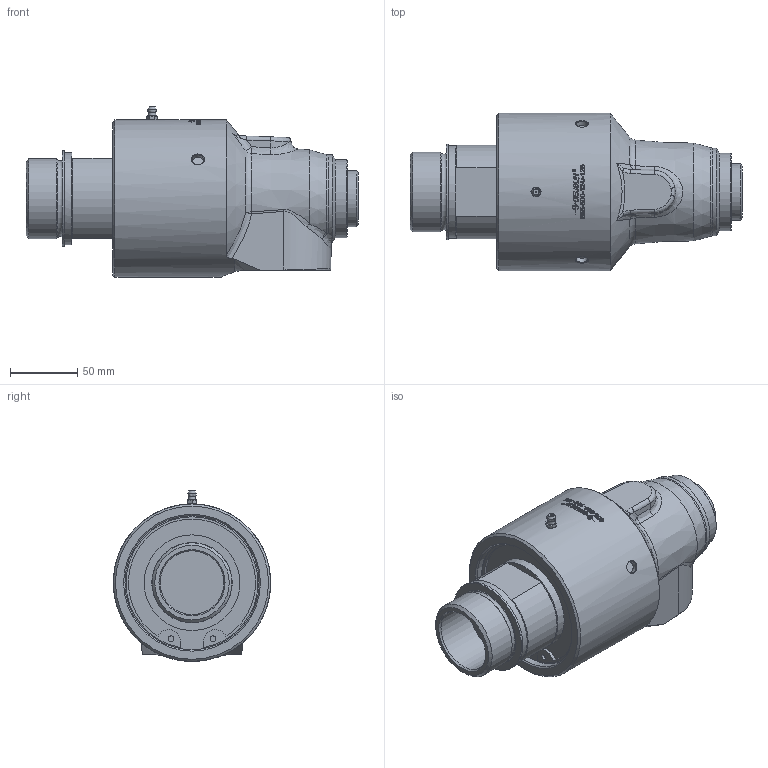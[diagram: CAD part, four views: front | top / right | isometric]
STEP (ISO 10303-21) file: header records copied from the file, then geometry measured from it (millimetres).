
FILE_DESCRIPTION(/* description */ (''),/* implementation_level */ '2;1');
FILE_NAME(/* name */ '655-500-125-IC.stp',/* time_stamp */ '2020-05-20T14:10:58-05:00',/* author */ ('dyurkovich'),/* organization */ (''),/* preprocessor_version */ 'ST-DEVELOPER v18',/* originating_system */ 'Autodesk Inventor 2020',/* authorisation */ '');
FILE_SCHEMA (('AUTOMOTIVE_DESIGN { 1 0 10303 214 3 1 1 }'));
Length unit declared in the file: millimetre
Products named in the file (1): 655-500-125-IC
Bounding box: 247.73 x 117.5 x 127.49 mm (x, y, z)
Volume: 1513745.7 mm3; surface area: 109771.9 mm2
Topology: 1 solids, 2 shells, 557 faces, 1488 edges, 981 vertices
Faces by surface type: plane 268, bspline 166, cylinder 76, cone 31, torus 8, sphere 8
Full cylindrical faces by diameter (mm): 4.361 x2, 8.6 x3, 47.6 x1, 55.169 x1, 58 x1, 59.414 x1, 59.614 x1, 60 x1, 69 x1, 70 x1, 71.4 x1, 100.08 x1, 107.6 x1, 117.5 x1
Entity records: 23391 total; most frequent: CARTESIAN_POINT 9971, ORIENTED_EDGE 2968, DIRECTION 2444, EDGE_CURVE 1484, VERTEX_POINT 981, AXIS2_PLACEMENT_3D 955, EDGE_LOOP 611, FACE_OUTER_BOUND 557
